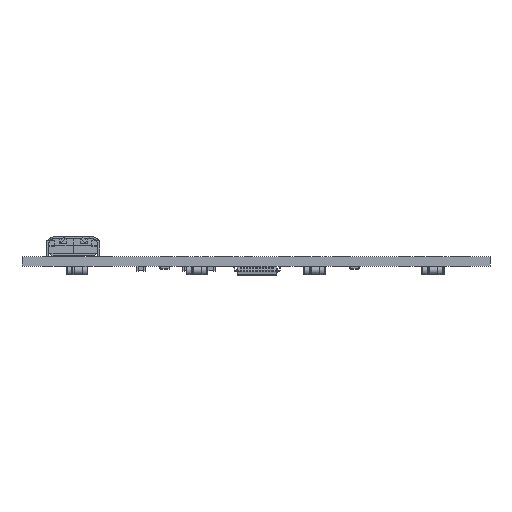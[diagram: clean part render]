
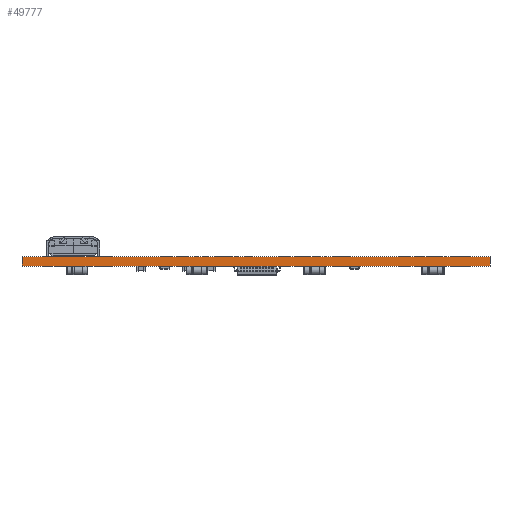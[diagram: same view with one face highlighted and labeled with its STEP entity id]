
A CAD part, front view. The second image highlights one B-rep face of the part: STEP entity #49777.
In plain terms, the highlighted planar face has unit normal (0, -1, 0).
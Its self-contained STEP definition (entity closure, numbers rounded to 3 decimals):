
#49777 = ADVANCED_FACE('',(#49778),#49812,.T.);
#49778 = FACE_BOUND('',#49779,.T.);
#49779 = EDGE_LOOP('',(#49780,#49790,#49798,#49806));
#49780 = ORIENTED_EDGE('',*,*,#49781,.T.);
#49781 = EDGE_CURVE('',#49782,#49784,#49786,.T.);
#49782 = VERTEX_POINT('',#49783);
#49783 = CARTESIAN_POINT('',(79.375,-0.,0.));
#49784 = VERTEX_POINT('',#49785);
#49785 = CARTESIAN_POINT('',(79.375,0.,1.6));
#49786 = LINE('',#49787,#49788);
#49787 = CARTESIAN_POINT('',(79.375,-0.,0.));
#49788 = VECTOR('',#49789,1.);
#49789 = DIRECTION('',(0.,0.,1.));
#49790 = ORIENTED_EDGE('',*,*,#49791,.T.);
#49791 = EDGE_CURVE('',#49784,#49792,#49794,.T.);
#49792 = VERTEX_POINT('',#49793);
#49793 = CARTESIAN_POINT('',(0.,0.,1.6));
#49794 = LINE('',#49795,#49796);
#49795 = CARTESIAN_POINT('',(79.375,0.,1.6));
#49796 = VECTOR('',#49797,1.);
#49797 = DIRECTION('',(-1.,0.,0.));
#49798 = ORIENTED_EDGE('',*,*,#49799,.F.);
#49799 = EDGE_CURVE('',#49800,#49792,#49802,.T.);
#49800 = VERTEX_POINT('',#49801);
#49801 = CARTESIAN_POINT('',(0.,-0.,0.));
#49802 = LINE('',#49803,#49804);
#49803 = CARTESIAN_POINT('',(0.,-0.,0.));
#49804 = VECTOR('',#49805,1.);
#49805 = DIRECTION('',(0.,0.,1.));
#49806 = ORIENTED_EDGE('',*,*,#49807,.F.);
#49807 = EDGE_CURVE('',#49782,#49800,#49808,.T.);
#49808 = LINE('',#49809,#49810);
#49809 = CARTESIAN_POINT('',(79.375,-0.,0.));
#49810 = VECTOR('',#49811,1.);
#49811 = DIRECTION('',(-1.,0.,0.));
#49812 = PLANE('',#49813);
#49813 = AXIS2_PLACEMENT_3D('',#49814,#49815,#49816);
#49814 = CARTESIAN_POINT('',(79.375,0.,0.));
#49815 = DIRECTION('',(0.,-1.,0.));
#49816 = DIRECTION('',(-1.,0.,0.));
